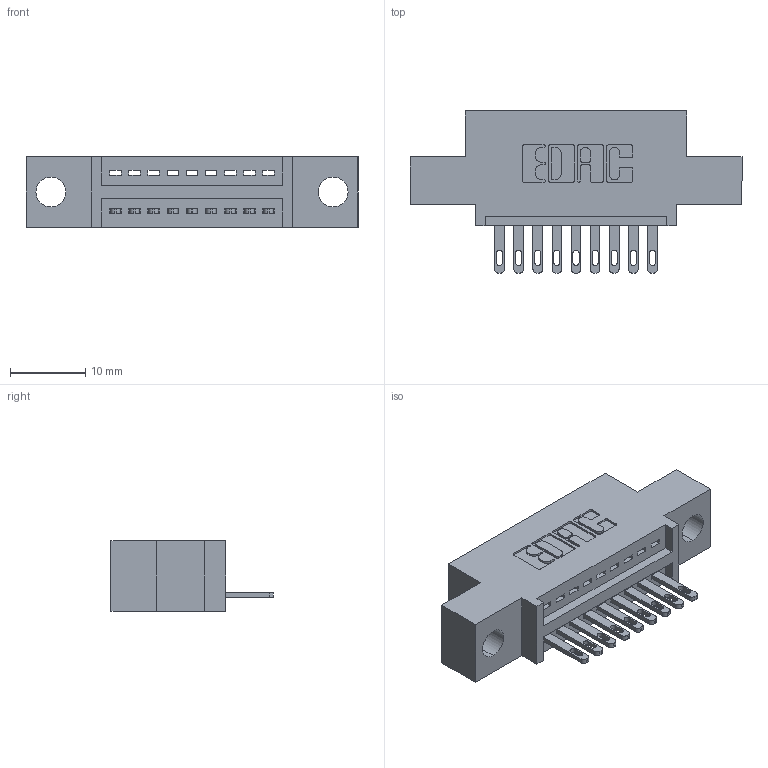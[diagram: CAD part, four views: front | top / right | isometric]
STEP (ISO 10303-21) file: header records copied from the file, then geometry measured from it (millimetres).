
FILE_DESCRIPTION (( 'STEP AP203' ), '1' );
FILE_NAME ('345-009-500-404.STEP', '2019-10-03T19:34:41', ( '' ), ( '' ), 'SwSTEP 2.0', 'SolidWorks 2016', '' );
FILE_SCHEMA (( 'CONFIG_CONTROL_DESIGN' ));
Length unit declared in the file: inch
Products named in the file (3): 345 Part_0.110 Offset - 0.156 Dia-TH; 345-292-001_345-293-100; 345-009-500-404
Assembly tree (10 placements, depth 2):
  345-009-500-404
    345 Part_0.110 Offset - 0.156 Dia-TH
    345-292-001_345-293-100  x9
Bounding box: 44.07 x 21.51 x 9.4 mm (x, y, z)
Volume: 3759.7 mm3; surface area: 4458.7 mm2
Topology: 10 solids, 10 shells, 616 faces, 1865 edges, 1242 vertices
Faces by surface type: plane 390, cylinder 226
Entity records: 11281 total; most frequent: CARTESIAN_POINT 1963, ORIENTED_EDGE 1906, DIRECTION 1763, EDGE_CURVE 953, VECTOR 781, LINE 781, VERTEX_POINT 634, AXIS2_PLACEMENT_3D 491
